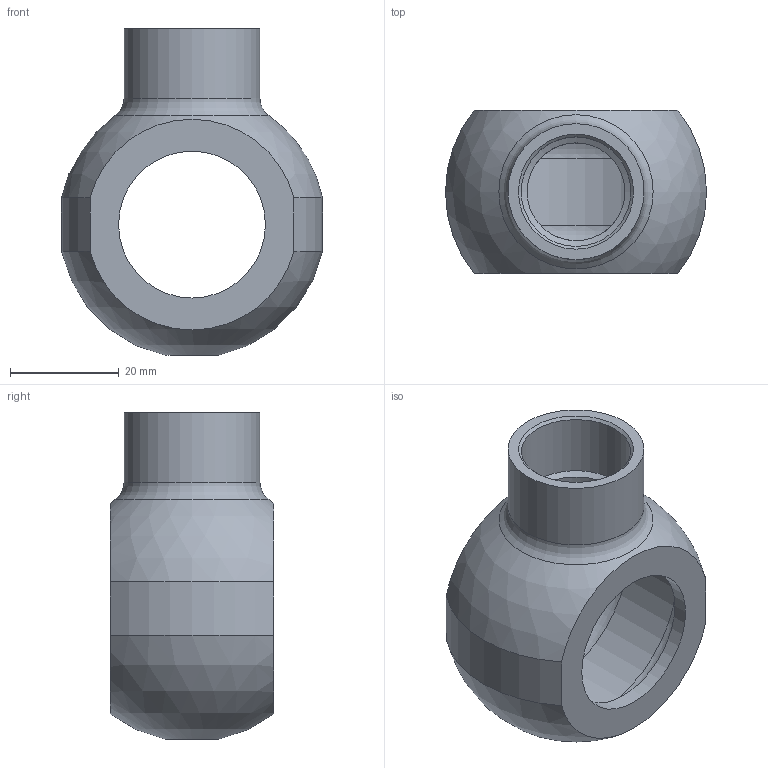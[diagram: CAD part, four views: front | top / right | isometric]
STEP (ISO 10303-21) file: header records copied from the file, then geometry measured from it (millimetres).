
FILE_DESCRIPTION((''),'2;1');
FILE_NAME('74724920.stp','2014-09-08T15:05:10',(''),('KNOMI spol. s r. o.'),'Autodesk Inventor 2012','Autodesk Inventor 2012','');
FILE_SCHEMA(('AUTOMOTIVE_DESIGN { 1 2 10303 214 0 1 1 1 }'));
Length unit declared in the file: millimetre
Products named in the file (1): Oko st.příp.pájecí D27/Tr20
Bounding box: 48 x 30 x 60 mm (x, y, z)
Volume: 18723 mm3; surface area: 11645.5 mm2
Topology: 1 solids, 1 shells, 21 faces, 51 edges, 33 vertices
Faces by surface type: cylinder 8, plane 6, torus 3, sphere 2, cone 2
Full cylindrical faces by diameter (mm): 18 x1, 20.15 x1, 25 x1, 27 x2
Entity records: 589 total; most frequent: CARTESIAN_POINT 141, DIRECTION 96, ORIENTED_EDGE 64, AXIS2_PLACEMENT_3D 46, EDGE_LOOP 38, EDGE_CURVE 32, VERTEX_POINT 26, CIRCLE 24
